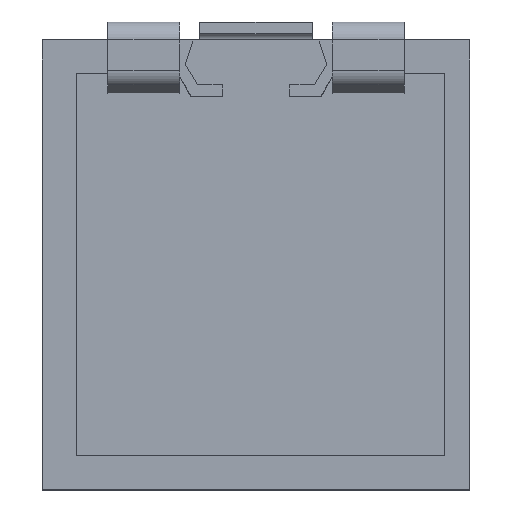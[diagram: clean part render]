
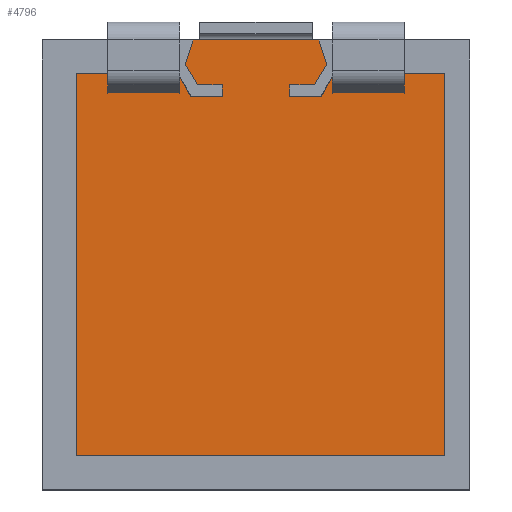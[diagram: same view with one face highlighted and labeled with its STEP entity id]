
A CAD part, top view. The second image highlights one B-rep face of the part: STEP entity #4796.
In plain terms, the highlighted planar face has unit normal (0, 0, 1).
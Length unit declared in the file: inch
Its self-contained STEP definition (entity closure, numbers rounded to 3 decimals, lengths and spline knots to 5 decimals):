
#4314=DIRECTION('',(0.521,0.853,0.));
#4315=VECTOR('',#4314,0.01055);
#4316=CARTESIAN_POINT('',(0.014,0.09,0.));
#4317=LINE('',#4316,#4315);
#4322=DIRECTION('',(-1.,0.,0.));
#4323=VECTOR('',#4322,0.014);
#4324=CARTESIAN_POINT('',(-0.027,0.085,0.));
#4325=LINE('',#4324,#4323);
#4338=DIRECTION('',(0.,-1.,0.));
#4339=VECTOR('',#4338,0.005);
#4340=CARTESIAN_POINT('',(-0.027,0.09,0.));
#4341=LINE('',#4340,#4339);
#4394=DIRECTION('',(-1.,0.,0.));
#4395=VECTOR('',#4394,0.056);
#4396=CARTESIAN_POINT('',(0.016,0.11,0.));
#4397=LINE('',#4396,#4395);
#4470=DIRECTION('',(-0.303,0.953,0.));
#4471=VECTOR('',#4470,0.01154);
#4472=CARTESIAN_POINT('',(0.0195,0.099,0.));
#4473=LINE('',#4472,#4471);
#4482=DIRECTION('',(-0.303,-0.953,0.));
#4483=VECTOR('',#4482,0.01154);
#4484=CARTESIAN_POINT('',(-0.04,0.11,0.));
#4485=LINE('',#4484,#4483);
#4486=DIRECTION('',(0.521,-0.853,0.));
#4487=VECTOR('',#4486,0.01055);
#4488=CARTESIAN_POINT('',(-0.0435,0.099,0.));
#4489=LINE('',#4488,#4487);
#4498=DIRECTION('',(1.,0.,0.));
#4499=VECTOR('',#4498,0.011);
#4500=CARTESIAN_POINT('',(-0.038,0.09,0.));
#4501=LINE('',#4500,#4499);
#4526=DIRECTION('',(-0.514,0.857,0.));
#4527=VECTOR('',#4526,0.01166);
#4528=CARTESIAN_POINT('',(-0.041,0.085,0.));
#4529=LINE('',#4528,#4527);
#4538=DIRECTION('',(-1.,0.,0.));
#4539=VECTOR('',#4538,0.045);
#4540=CARTESIAN_POINT('',(-0.047,0.095,0.));
#4541=LINE('',#4540,#4539);
#4550=DIRECTION('',(0.,-1.,0.));
#4551=VECTOR('',#4550,0.17);
#4552=CARTESIAN_POINT('',(-0.092,0.095,0.));
#4553=LINE('',#4552,#4551);
#4562=DIRECTION('',(1.,0.,0.));
#4563=VECTOR('',#4562,0.164);
#4564=CARTESIAN_POINT('',(-0.092,-0.075,0.));
#4565=LINE('',#4564,#4563);
#4574=DIRECTION('',(0.,1.,0.));
#4575=VECTOR('',#4574,0.17);
#4576=CARTESIAN_POINT('',(0.072,-0.075,0.));
#4577=LINE('',#4576,#4575);
#4586=DIRECTION('',(-1.,0.,0.));
#4587=VECTOR('',#4586,0.049);
#4588=CARTESIAN_POINT('',(0.072,0.095,0.));
#4589=LINE('',#4588,#4587);
#4598=DIRECTION('',(-0.514,-0.857,0.));
#4599=VECTOR('',#4598,0.01166);
#4600=CARTESIAN_POINT('',(0.023,0.095,0.));
#4601=LINE('',#4600,#4599);
#4614=DIRECTION('',(-1.,0.,0.));
#4615=VECTOR('',#4614,0.014);
#4616=CARTESIAN_POINT('',(0.017,0.085,0.));
#4617=LINE('',#4616,#4615);
#4622=DIRECTION('',(0.,1.,0.));
#4623=VECTOR('',#4622,0.005);
#4624=CARTESIAN_POINT('',(0.003,0.085,0.));
#4625=LINE('',#4624,#4623);
#4626=DIRECTION('',(1.,0.,0.));
#4627=VECTOR('',#4626,0.011);
#4628=CARTESIAN_POINT('',(0.003,0.09,0.));
#4629=LINE('',#4628,#4627);
#4634=CARTESIAN_POINT('',(-0.092,-0.075,0.));
#4635=CARTESIAN_POINT('',(0.072,-0.075,0.));
#4636=VERTEX_POINT('',#4634);
#4637=VERTEX_POINT('',#4635);
#4638=CARTESIAN_POINT('',(-0.092,0.095,0.));
#4639=VERTEX_POINT('',#4638);
#4640=CARTESIAN_POINT('',(-0.047,0.095,0.));
#4641=VERTEX_POINT('',#4640);
#4642=CARTESIAN_POINT('',(0.023,0.095,0.));
#4643=CARTESIAN_POINT('',(0.017,0.085,0.));
#4644=VERTEX_POINT('',#4642);
#4645=VERTEX_POINT('',#4643);
#4646=CARTESIAN_POINT('',(-0.041,0.085,0.));
#4647=VERTEX_POINT('',#4646);
#4648=CARTESIAN_POINT('',(0.072,0.095,0.));
#4649=VERTEX_POINT('',#4648);
#4664=CARTESIAN_POINT('',(-0.038,0.09,0.));
#4665=CARTESIAN_POINT('',(-0.027,0.09,0.));
#4666=VERTEX_POINT('',#4664);
#4667=VERTEX_POINT('',#4665);
#4670=CARTESIAN_POINT('',(0.016,0.11,0.));
#4671=CARTESIAN_POINT('',(-0.04,0.11,0.));
#4672=VERTEX_POINT('',#4670);
#4673=VERTEX_POINT('',#4671);
#4674=CARTESIAN_POINT('',(-0.0435,0.099,0.));
#4675=VERTEX_POINT('',#4674);
#4680=CARTESIAN_POINT('',(0.0195,0.099,0.));
#4681=VERTEX_POINT('',#4680);
#4688=CARTESIAN_POINT('',(0.003,0.09,0.));
#4689=CARTESIAN_POINT('',(0.014,0.09,0.));
#4690=VERTEX_POINT('',#4688);
#4691=VERTEX_POINT('',#4689);
#4695=CARTESIAN_POINT('',(0.003,0.085,0.));
#4697=VERTEX_POINT('',#4695);
#4698=CARTESIAN_POINT('',(-0.027,0.085,0.));
#4699=VERTEX_POINT('',#4698);
#4754=CARTESIAN_POINT('',(-0.01,0.0175,0.));
#4755=DIRECTION('',(0.,0.,1.));
#4756=DIRECTION('',(-1.,0.,0.));
#4757=AXIS2_PLACEMENT_3D('',#4754,#4755,#4756);
#4758=PLANE('',#4757);
#4760=ORIENTED_EDGE('',*,*,#4759,.F.);
#4762=ORIENTED_EDGE('',*,*,#4761,.F.);
#4764=ORIENTED_EDGE('',*,*,#4763,.F.);
#4766=ORIENTED_EDGE('',*,*,#4765,.F.);
#4768=ORIENTED_EDGE('',*,*,#4767,.F.);
#4770=ORIENTED_EDGE('',*,*,#4769,.F.);
#4772=ORIENTED_EDGE('',*,*,#4771,.F.);
#4773=ORIENTED_EDGE('',*,*,#4743,.F.);
#4775=ORIENTED_EDGE('',*,*,#4774,.F.);
#4777=ORIENTED_EDGE('',*,*,#4776,.F.);
#4779=ORIENTED_EDGE('',*,*,#4778,.F.);
#4781=ORIENTED_EDGE('',*,*,#4780,.F.);
#4783=ORIENTED_EDGE('',*,*,#4782,.F.);
#4785=ORIENTED_EDGE('',*,*,#4784,.F.);
#4787=ORIENTED_EDGE('',*,*,#4786,.F.);
#4789=ORIENTED_EDGE('',*,*,#4788,.F.);
#4791=ORIENTED_EDGE('',*,*,#4790,.F.);
#4793=ORIENTED_EDGE('',*,*,#4792,.F.);
#4794=EDGE_LOOP('',(#4760,#4762,#4764,#4766,#4768,#4770,#4772,#4773,#4775,#4777,
#4779,#4781,#4783,#4785,#4787,#4789,#4791,#4793));
#4795=FACE_OUTER_BOUND('',#4794,.F.);
#4796=ADVANCED_FACE('',(#4795),#4758,.T.);
#4743=EDGE_CURVE('',#4691,#4681,#4317,.T.);
#4759=EDGE_CURVE('',#4699,#4647,#4325,.T.);
#4761=EDGE_CURVE('',#4667,#4699,#4341,.T.);
#4763=EDGE_CURVE('',#4666,#4667,#4501,.T.);
#4765=EDGE_CURVE('',#4675,#4666,#4489,.T.);
#4767=EDGE_CURVE('',#4673,#4675,#4485,.T.);
#4769=EDGE_CURVE('',#4672,#4673,#4397,.T.);
#4771=EDGE_CURVE('',#4681,#4672,#4473,.T.);
#4774=EDGE_CURVE('',#4690,#4691,#4629,.T.);
#4776=EDGE_CURVE('',#4697,#4690,#4625,.T.);
#4778=EDGE_CURVE('',#4645,#4697,#4617,.T.);
#4780=EDGE_CURVE('',#4644,#4645,#4601,.T.);
#4782=EDGE_CURVE('',#4649,#4644,#4589,.T.);
#4784=EDGE_CURVE('',#4637,#4649,#4577,.T.);
#4786=EDGE_CURVE('',#4636,#4637,#4565,.T.);
#4788=EDGE_CURVE('',#4639,#4636,#4553,.T.);
#4790=EDGE_CURVE('',#4641,#4639,#4541,.T.);
#4792=EDGE_CURVE('',#4647,#4641,#4529,.T.);
